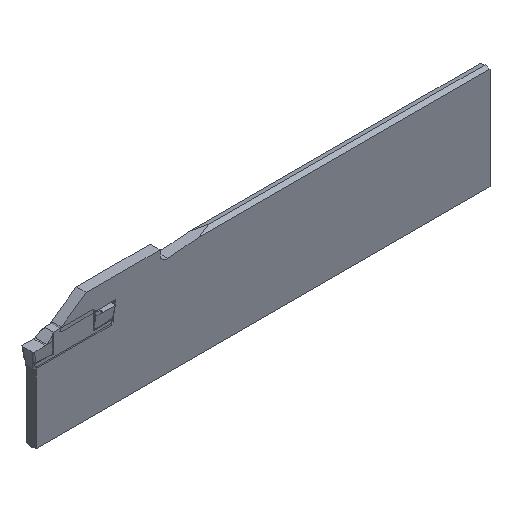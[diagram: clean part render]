
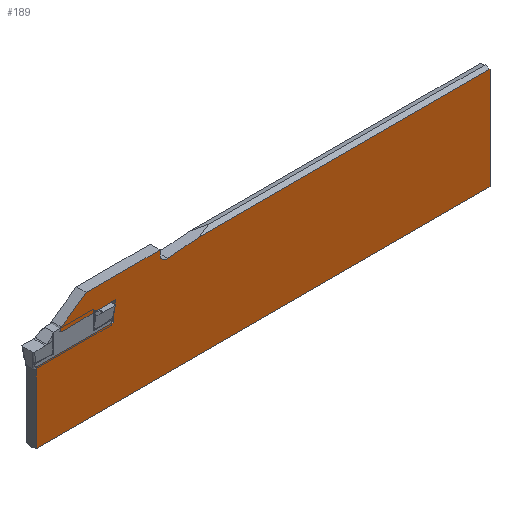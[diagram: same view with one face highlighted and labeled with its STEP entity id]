
A CAD part, isometric view. The second image highlights one B-rep face of the part: STEP entity #189.
In plain terms, the highlighted planar face has unit normal (0, -1, 0).
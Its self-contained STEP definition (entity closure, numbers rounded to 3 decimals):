
#31=CIRCLE('',#1311,1.65);
#32=CIRCLE('',#1312,0.6);
#189=ADVANCED_FACE('',(#291),#232,.F.);
#232=PLANE('',#1313);
#291=FACE_OUTER_BOUND('',#352,.T.);
#352=EDGE_LOOP('',(#613,#614,#615,#616,#617,#618,#619,#620,#621,#622,#623,
#624,#625));
#613=ORIENTED_EDGE('',*,*,#935,.F.);
#614=ORIENTED_EDGE('',*,*,#936,.F.);
#615=ORIENTED_EDGE('',*,*,#937,.T.);
#616=ORIENTED_EDGE('',*,*,#938,.F.);
#617=ORIENTED_EDGE('',*,*,#939,.F.);
#618=ORIENTED_EDGE('',*,*,#940,.T.);
#619=ORIENTED_EDGE('',*,*,#941,.F.);
#620=ORIENTED_EDGE('',*,*,#942,.F.);
#621=ORIENTED_EDGE('',*,*,#943,.F.);
#622=ORIENTED_EDGE('',*,*,#944,.T.);
#623=ORIENTED_EDGE('',*,*,#945,.F.);
#624=ORIENTED_EDGE('',*,*,#946,.F.);
#625=ORIENTED_EDGE('',*,*,#947,.F.);
#783=VERTEX_POINT('',#1915);
#784=VERTEX_POINT('',#1916);
#785=VERTEX_POINT('',#1918);
#786=VERTEX_POINT('',#1920);
#787=VERTEX_POINT('',#1922);
#788=VERTEX_POINT('',#1924);
#789=VERTEX_POINT('',#1926);
#790=VERTEX_POINT('',#1928);
#791=VERTEX_POINT('',#1930);
#792=VERTEX_POINT('',#1932);
#793=VERTEX_POINT('',#1934);
#794=VERTEX_POINT('',#1936);
#795=VERTEX_POINT('',#1938);
#935=EDGE_CURVE('',#783,#784,#1062,.T.);
#936=EDGE_CURVE('',#785,#783,#1063,.T.);
#937=EDGE_CURVE('',#785,#786,#1064,.T.);
#938=EDGE_CURVE('',#787,#786,#1065,.T.);
#939=EDGE_CURVE('',#788,#787,#1066,.T.);
#940=EDGE_CURVE('',#788,#789,#1067,.T.);
#941=EDGE_CURVE('',#790,#789,#1068,.T.);
#942=EDGE_CURVE('',#791,#790,#31,.T.);
#943=EDGE_CURVE('',#792,#791,#1069,.T.);
#944=EDGE_CURVE('',#792,#793,#1070,.T.);
#945=EDGE_CURVE('',#794,#793,#1071,.T.);
#946=EDGE_CURVE('',#795,#794,#32,.T.);
#947=EDGE_CURVE('',#784,#795,#1072,.T.);
#1062=LINE('',#1914,#1185);
#1063=LINE('',#1917,#1186);
#1064=LINE('',#1919,#1187);
#1065=LINE('',#1921,#1188);
#1066=LINE('',#1923,#1189);
#1067=LINE('',#1925,#1190);
#1068=LINE('',#1927,#1191);
#1069=LINE('',#1931,#1192);
#1070=LINE('',#1933,#1193);
#1071=LINE('',#1935,#1194);
#1072=LINE('',#1939,#1195);
#1185=VECTOR('',#1584,1.);
#1186=VECTOR('',#1585,1.);
#1187=VECTOR('',#1586,1.);
#1188=VECTOR('',#1587,1.);
#1189=VECTOR('',#1588,1.);
#1190=VECTOR('',#1589,1.);
#1191=VECTOR('',#1590,1.);
#1192=VECTOR('',#1593,1.);
#1193=VECTOR('',#1594,1.);
#1194=VECTOR('',#1595,1.);
#1195=VECTOR('',#1598,1.);
#1311=AXIS2_PLACEMENT_3D('',#1929,#1591,#1592);
#1312=AXIS2_PLACEMENT_3D('',#1937,#1596,#1597);
#1313=AXIS2_PLACEMENT_3D('',#1940,#1599,#1600);
#1584=DIRECTION('',(0.122,0.,0.993));
#1585=DIRECTION('',(1.,0.,0.));
#1586=DIRECTION('',(0.,0.,-1.));
#1587=DIRECTION('',(-1.,0.,0.));
#1588=DIRECTION('',(0.,0.,-1.));
#1589=DIRECTION('',(-1.,0.,0.));
#1590=DIRECTION('',(0.996,0.,0.087));
#1591=DIRECTION('',(0.,-1.,0.));
#1592=DIRECTION('',(0.,0.,1.));
#1593=DIRECTION('',(0.,0.,-1.));
#1594=DIRECTION('',(-1.,0.,0.));
#1595=DIRECTION('',(0.819,0.,0.574));
#1596=DIRECTION('',(0.,1.,0.));
#1597=DIRECTION('',(0.,0.,1.));
#1598=DIRECTION('',(-1.,0.,-0.026));
#1599=DIRECTION('',(0.,1.,0.));
#1600=DIRECTION('',(0.,0.,1.));
#1914=CARTESIAN_POINT('',(20.83,-1.2,14.906));
#1915=CARTESIAN_POINT('',(18.558,-1.2,-3.6));
#1916=CARTESIAN_POINT('',(19.122,-1.2,0.996));
#1917=CARTESIAN_POINT('',(110.,-1.2,-3.6));
#1918=CARTESIAN_POINT('',(0.,-1.2,-3.6));
#1919=CARTESIAN_POINT('',(0.,-1.2,3.957));
#1920=CARTESIAN_POINT('',(0.,-1.2,-20.757));
#1921=CARTESIAN_POINT('',(110.,-1.2,-20.757));
#1922=CARTESIAN_POINT('',(110.,-1.2,-20.757));
#1923=CARTESIAN_POINT('',(110.,-1.2,3.957));
#1924=CARTESIAN_POINT('',(110.,-1.2,3.957));
#1925=CARTESIAN_POINT('',(110.,-1.2,3.957));
#1926=CARTESIAN_POINT('',(39.477,-1.2,3.957));
#1927=CARTESIAN_POINT('',(109.464,-1.2,10.08));
#1928=CARTESIAN_POINT('',(31.794,-1.2,3.285));
#1929=CARTESIAN_POINT('',(31.65,-1.2,4.928));
#1930=CARTESIAN_POINT('',(30.,-1.2,4.928));
#1931=CARTESIAN_POINT('',(30.,-1.2,3.957));
#1932=CARTESIAN_POINT('',(30.,-1.2,6.));
#1933=CARTESIAN_POINT('',(31.,-1.2,6.));
#1934=CARTESIAN_POINT('',(12.071,-1.2,6.));
#1935=CARTESIAN_POINT('',(76.823,-1.2,51.339));
#1936=CARTESIAN_POINT('',(6.006,-1.2,1.753));
#1937=CARTESIAN_POINT('',(6.35,-1.2,1.262));
#1938=CARTESIAN_POINT('',(6.366,-1.2,0.662));
#1939=CARTESIAN_POINT('',(110.015,-1.2,3.376));
#1940=CARTESIAN_POINT('',(110.,-1.2,3.957));
